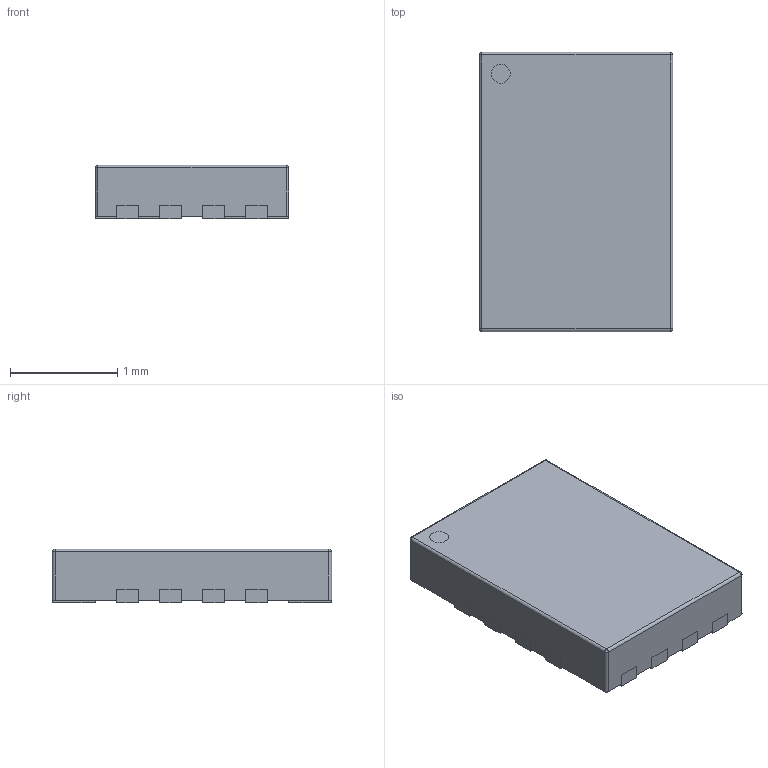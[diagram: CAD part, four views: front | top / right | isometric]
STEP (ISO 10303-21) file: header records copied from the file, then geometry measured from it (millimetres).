
FILE_DESCRIPTION (( 'STEP AP214' ), '1' );
FILE_NAME ('NTA53321G0FHKZ.STEP', '2023-07-17T05:35:52', ( '' ), ( '' ), 'SwSTEP 2.0', 'SolidWorks 2022', '' );
FILE_SCHEMA (( 'AUTOMOTIVE_DESIGN' ));
Length unit declared in the file: millimetre
Products named in the file (1): NTA53321G0FHKZ
Bounding box: 1.8 x 2.6 x 0.5 mm (x, y, z)
Volume: 2.3 mm3; surface area: 22.2 mm2
Topology: 18 solids, 18 shells, 187 faces, 442 edges, 288 vertices
Faces by surface type: plane 171, cylinder 12, sphere 4
Entity records: 6736 total; most frequent: CARTESIAN_POINT 914, ORIENTED_EDGE 876, DIRECTION 838, EDGE_CURVE 438, LINE 414, VECTOR 414, VERTEX_POINT 288, AXIS2_PLACEMENT_3D 212
